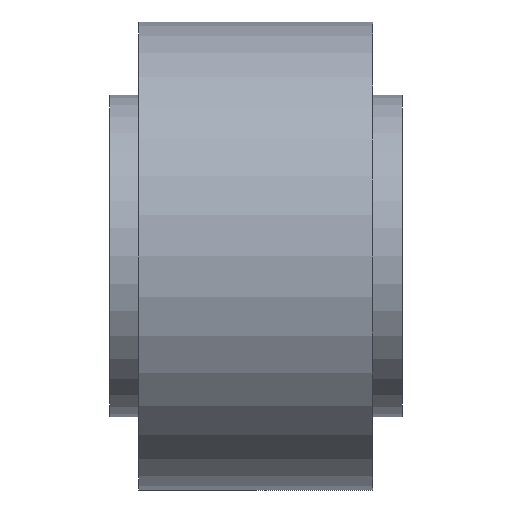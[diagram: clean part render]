
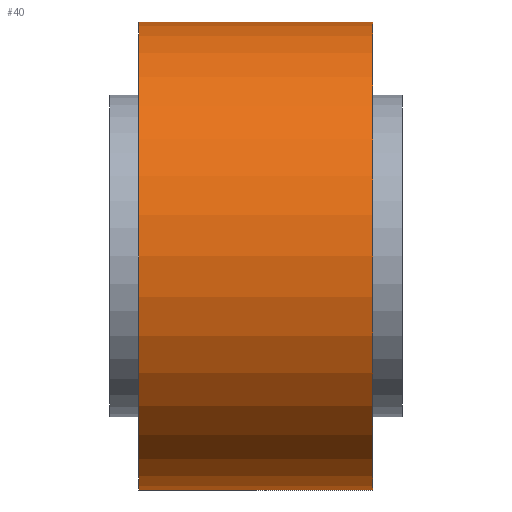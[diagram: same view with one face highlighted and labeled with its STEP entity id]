
A CAD part, front view. The second image highlights one B-rep face of the part: STEP entity #40.
In plain terms, the highlighted cylindrical face has radius 80 mm (diameter 160 mm), a full revolution.
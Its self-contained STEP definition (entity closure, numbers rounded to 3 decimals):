
#40 = ADVANCED_FACE( '', ( #89, #90 ), #91, .T. );
#89 = FACE_OUTER_BOUND( '', #160, .T. );
#90 = FACE_OUTER_BOUND( '', #161, .T. );
#91 = CYLINDRICAL_SURFACE( '', #162, 80. );
#160 = EDGE_LOOP( '', ( #225 ) );
#161 = EDGE_LOOP( '', ( #226 ) );
#162 = AXIS2_PLACEMENT_3D( '', #227, #228, #229 );
#225 = ORIENTED_EDGE( '', *, *, #321, .T. );
#226 = ORIENTED_EDGE( '', *, *, #322, .F. );
#227 = CARTESIAN_POINT( '', ( 100., 0., 0. ) );
#228 = DIRECTION( '', ( -1., 0., 0. ) );
#229 = DIRECTION( '', ( 0., 0., -1. ) );
#321 = EDGE_CURVE( '', #353, #353, #354, .T. );
#322 = EDGE_CURVE( '', #355, #355, #356, .T. );
#353 = VERTEX_POINT( '', #401 );
#354 = CIRCLE( '', #402, 80. );
#355 = VERTEX_POINT( '', #403 );
#356 = CIRCLE( '', #404, 80. );
#401 = CARTESIAN_POINT( '', ( 10., 0., -80. ) );
#402 = AXIS2_PLACEMENT_3D( '', #448, #449, #450 );
#403 = CARTESIAN_POINT( '', ( 90., 0., -80. ) );
#404 = AXIS2_PLACEMENT_3D( '', #451, #452, #453 );
#448 = CARTESIAN_POINT( '', ( 10., 0., 0. ) );
#449 = DIRECTION( '', ( 1., 0., 0. ) );
#450 = DIRECTION( '', ( 0., 0., -1. ) );
#451 = CARTESIAN_POINT( '', ( 90., 0., 0. ) );
#452 = DIRECTION( '', ( 1., 0., 0. ) );
#453 = DIRECTION( '', ( 0., 0., -1. ) );
